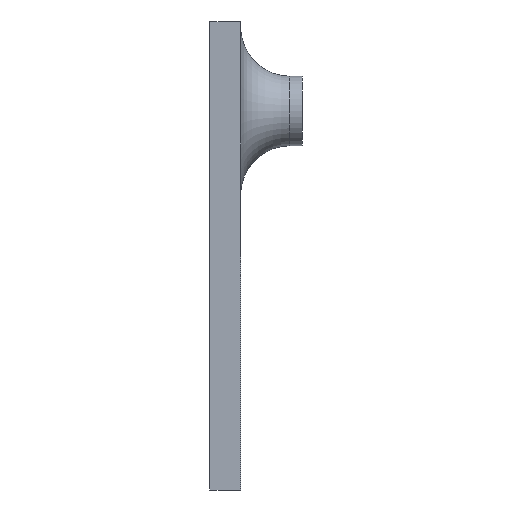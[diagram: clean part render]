
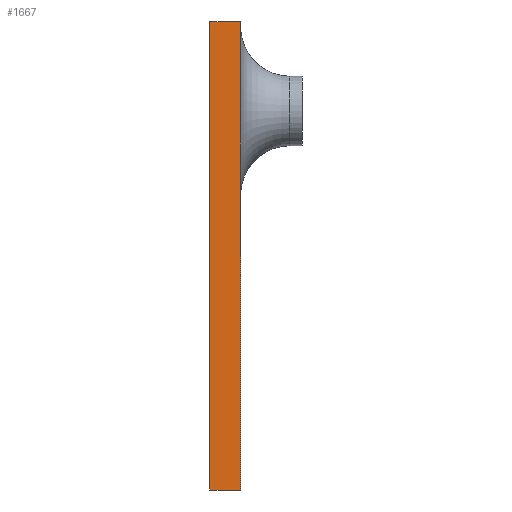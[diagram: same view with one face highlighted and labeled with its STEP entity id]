
A CAD part, front view. The second image highlights one B-rep face of the part: STEP entity #1667.
In plain terms, the highlighted planar face has unit normal (0, -1, 0).
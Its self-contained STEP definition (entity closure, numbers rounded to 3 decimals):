
#96=PLANE('',#1860);
#305=FACE_OUTER_BOUND('',#416,.T.);
#416=EDGE_LOOP('',(#1576,#1577,#1578,#1579));
#424=LINE('',#2411,#562);
#500=LINE('',#2646,#638);
#544=LINE('',#2776,#682);
#554=LINE('',#2802,#692);
#562=VECTOR('',#1934,10.);
#638=VECTOR('',#2152,10.);
#682=VECTOR('',#2302,10.);
#692=VECTOR('',#2344,10.);
#779=VERTEX_POINT('',#2409);
#780=VERTEX_POINT('',#2410);
#867=VERTEX_POINT('',#2644);
#868=VERTEX_POINT('',#2645);
#932=EDGE_CURVE('',#779,#780,#424,.T.);
#1048=EDGE_CURVE('',#867,#868,#500,.T.);
#1117=EDGE_CURVE('',#867,#779,#544,.T.);
#1127=EDGE_CURVE('',#868,#780,#554,.T.);
#1576=ORIENTED_EDGE('',*,*,#1048,.T.);
#1577=ORIENTED_EDGE('',*,*,#1127,.T.);
#1578=ORIENTED_EDGE('',*,*,#932,.F.);
#1579=ORIENTED_EDGE('',*,*,#1117,.F.);
#1667=ADVANCED_FACE('',(#305),#96,.T.);
#1860=AXIS2_PLACEMENT_3D('',#2803,#2345,#2346);
#1934=DIRECTION('',(0.,0.,-1.));
#2152=DIRECTION('',(0.,0.,-1.));
#2302=DIRECTION('',(1.,0.,0.));
#2344=DIRECTION('',(1.,0.,0.));
#2345=DIRECTION('center_axis',(0.,-1.,0.));
#2346=DIRECTION('ref_axis',(0.,0.,-1.));
#2409=CARTESIAN_POINT('',(5.,0.,0.));
#2410=CARTESIAN_POINT('',(5.,0.,-76.));
#2411=CARTESIAN_POINT('',(5.,0.,0.));
#2644=CARTESIAN_POINT('',(0.,0.,0.));
#2645=CARTESIAN_POINT('',(0.,0.,-76.));
#2646=CARTESIAN_POINT('',(0.,0.,0.));
#2776=CARTESIAN_POINT('',(0.,0.,0.));
#2802=CARTESIAN_POINT('',(0.,0.,-76.));
#2803=CARTESIAN_POINT('Origin',(0.,0.,0.));
